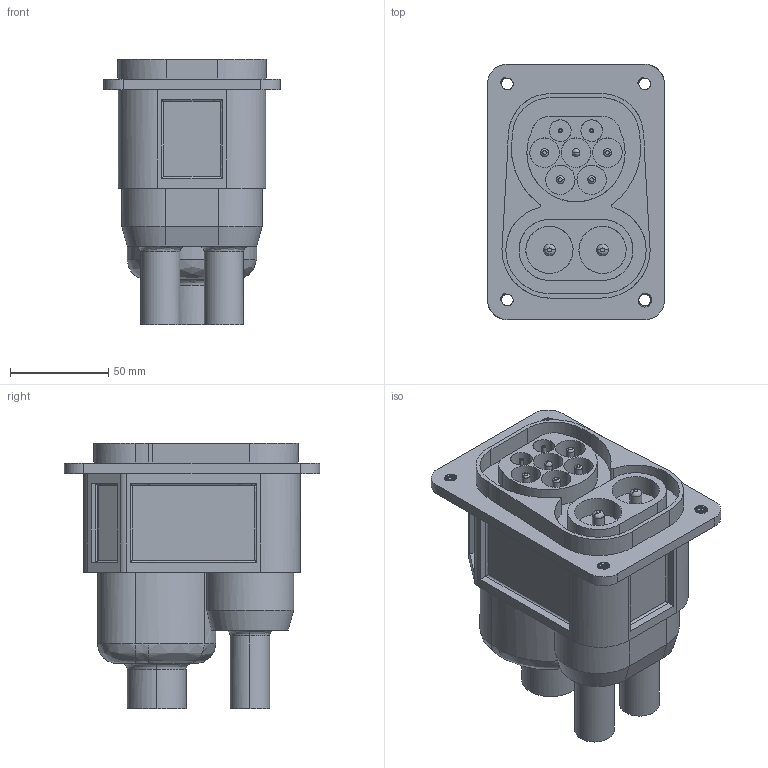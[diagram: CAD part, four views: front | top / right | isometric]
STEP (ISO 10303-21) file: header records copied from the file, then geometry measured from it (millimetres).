
FILE_DESCRIPTION (( 'STEP AP203' ), '1' );
FILE_NAME ('Charging_Socket_CCS_Type2_V1_Default_sldprt.STEP', '2023-02-02T19:07:37', ( '' ), ( '' ), 'SwSTEP 2.0', 'SolidWorks 2022', '' );
FILE_SCHEMA (( 'CONFIG_CONTROL_DESIGN' ));
Length unit declared in the file: millimetre
Products named in the file (1): Charging_Socket_CCS_Type2_V1_Default_sldprt
Bounding box: 90 x 130 x 135 mm (x, y, z)
Volume: 699296.5 mm3; surface area: 80871.1 mm2
Topology: 1 solids, 1 shells, 295 faces, 710 edges, 448 vertices
Faces by surface type: bspline 295
Entity records: 20636 total; most frequent: CARTESIAN_POINT 16382, ORIENTED_EDGE 1416, EDGE_CURVE 708, B_SPLINE_CURVE_WITH_KNOTS 534, VERTEX_POINT 448, EDGE_LOOP 336, ADVANCED_FACE 295, FACE_OUTER_BOUND 295
